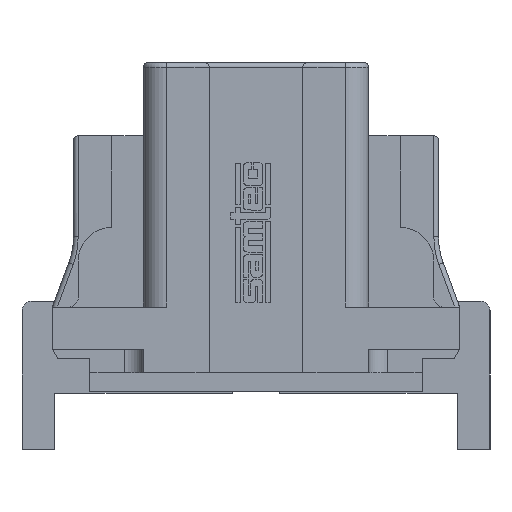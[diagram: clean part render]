
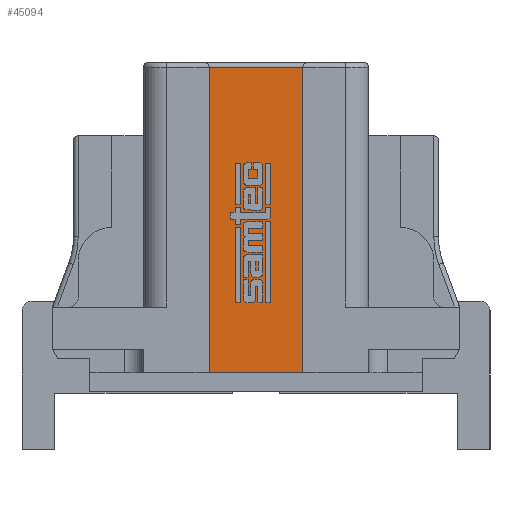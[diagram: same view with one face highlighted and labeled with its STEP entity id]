
A CAD part, left-side view. The second image highlights one B-rep face of the part: STEP entity #45094.
In plain terms, the highlighted planar face has unit normal (-1, 0, 0).
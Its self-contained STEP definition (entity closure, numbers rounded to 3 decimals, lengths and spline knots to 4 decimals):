
#1203=PLANE('',#47651);
#3609=FACE_OUTER_BOUND('',#5771,.T.);
#5771=EDGE_LOOP('',(#37194,#37195,#37196,#37197));
#7309=LINE('',#60949,#13494);
#8398=LINE('',#63361,#14583);
#10077=LINE('',#66799,#16262);
#10078=LINE('',#66801,#16263);
#13494=VECTOR('',#49509,10.);
#14583=VECTOR('',#51382,10.);
#16262=VECTOR('',#54603,10.);
#16263=VECTOR('',#54606,10.);
#19665=VERTEX_POINT('',#60941);
#19667=VERTEX_POINT('',#60947);
#20597=VERTEX_POINT('',#63358);
#20598=VERTEX_POINT('',#63360);
#24176=EDGE_CURVE('',#19667,#19665,#7309,.T.);
#25354=EDGE_CURVE('',#20598,#20597,#8398,.T.);
#27160=EDGE_CURVE('',#20597,#19665,#10077,.T.);
#27161=EDGE_CURVE('',#20598,#19667,#10078,.T.);
#37194=ORIENTED_EDGE('',*,*,#24176,.F.);
#37195=ORIENTED_EDGE('',*,*,#27161,.F.);
#37196=ORIENTED_EDGE('',*,*,#25354,.T.);
#37197=ORIENTED_EDGE('',*,*,#27160,.T.);
#45094=ADVANCED_FACE('',(#3609),#1203,.T.);
#47651=AXIS2_PLACEMENT_3D('',#66800,#54604,#54605);
#49509=DIRECTION('',(0.,0.,1.));
#51382=DIRECTION('',(0.,0.,1.));
#54603=DIRECTION('',(0.,1.,0.));
#54604=DIRECTION('center_axis',(-1.,0.,0.));
#54605=DIRECTION('ref_axis',(0.,0.,1.));
#54606=DIRECTION('',(0.,1.,0.));
#60941=CARTESIAN_POINT('',(-7.46,3.46,0.5));
#60947=CARTESIAN_POINT('',(-7.46,3.46,-0.5));
#60949=CARTESIAN_POINT('',(-7.46,3.46,-0.25));
#63358=CARTESIAN_POINT('',(-7.46,0.2,0.5));
#63360=CARTESIAN_POINT('',(-7.46,0.2,-0.5));
#63361=CARTESIAN_POINT('',(-7.46,0.2,-0.25));
#66799=CARTESIAN_POINT('',(-7.46,1.03,0.5));
#66800=CARTESIAN_POINT('Origin',(-7.46,0.13,-0.5));
#66801=CARTESIAN_POINT('',(-7.46,1.03,-0.5));
